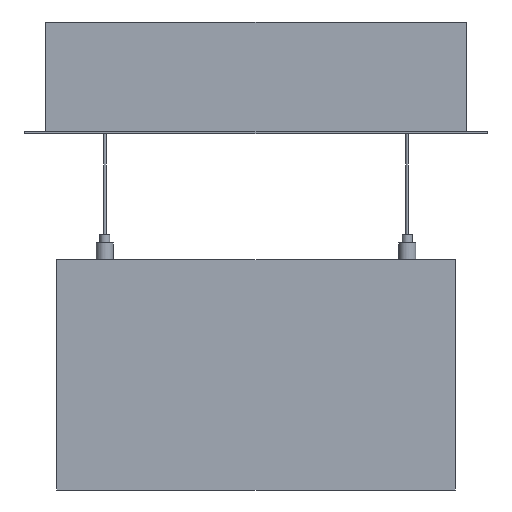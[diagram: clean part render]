
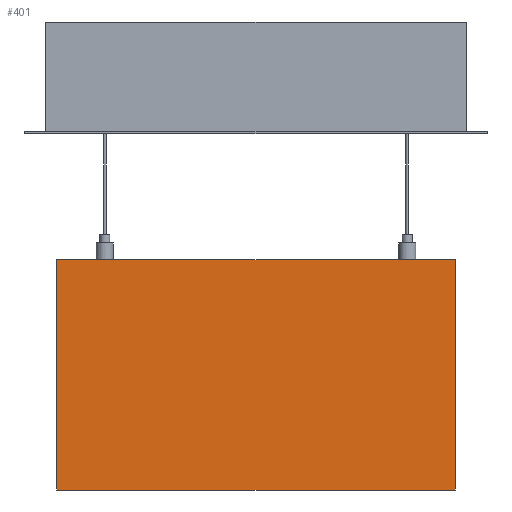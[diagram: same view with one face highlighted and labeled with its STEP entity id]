
A CAD part, front view. The second image highlights one B-rep face of the part: STEP entity #401.
In plain terms, the highlighted planar face has unit normal (0, -1, 0).
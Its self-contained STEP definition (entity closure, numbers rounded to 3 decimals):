
#68=ORIENTED_EDGE('',*,*,#142,.T.);
#69=ORIENTED_EDGE('',*,*,#148,.T.);
#70=ORIENTED_EDGE('',*,*,#151,.T.);
#71=ORIENTED_EDGE('',*,*,#154,.T.);
#142=EDGE_CURVE('',#190,#191,#226,.T.);
#148=EDGE_CURVE('',#191,#196,#230,.T.);
#151=EDGE_CURVE('',#196,#198,#233,.T.);
#154=EDGE_CURVE('',#198,#190,#236,.T.);
#190=VERTEX_POINT('',#610);
#191=VERTEX_POINT('',#611);
#196=VERTEX_POINT('',#623);
#198=VERTEX_POINT('',#629);
#226=LINE('',#609,#262);
#230=LINE('',#622,#266);
#233=LINE('',#628,#269);
#236=LINE('',#634,#272);
#262=VECTOR('',#488,1000.);
#266=VECTOR('',#498,1000.);
#269=VECTOR('',#503,1000.);
#272=VECTOR('',#508,1000.);
#299=EDGE_LOOP('',(#68,#69,#70,#71));
#341=FACE_BOUND('',#299,.T.);
#380=PLANE('',#443);
#401=ADVANCED_FACE('',(#341),#380,.T.);
#443=AXIS2_PLACEMENT_3D('',#637,#512,#513);
#488=DIRECTION('',(0.,0.,1.));
#498=DIRECTION('',(-1.,0.,0.));
#503=DIRECTION('',(0.,0.,-1.));
#508=DIRECTION('',(1.,0.,0.));
#512=DIRECTION('',(0.,-1.,0.));
#513=DIRECTION('',(0.,0.,-1.));
#609=CARTESIAN_POINT('',(118.5,0.,-68.5));
#610=CARTESIAN_POINT('',(118.5,0.,-68.5));
#611=CARTESIAN_POINT('',(118.5,0.,68.5));
#622=CARTESIAN_POINT('',(118.5,0.,68.5));
#623=CARTESIAN_POINT('',(-118.5,0.,68.5));
#628=CARTESIAN_POINT('',(-118.5,0.,68.5));
#629=CARTESIAN_POINT('',(-118.5,0.,-68.5));
#634=CARTESIAN_POINT('',(-118.5,0.,-68.5));
#637=CARTESIAN_POINT('',(0.,0.,0.));
